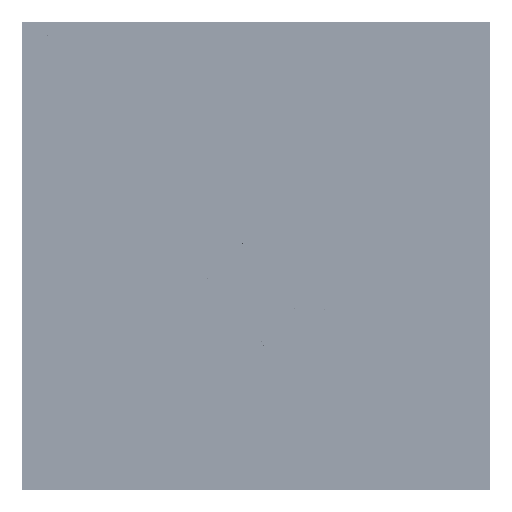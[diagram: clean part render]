
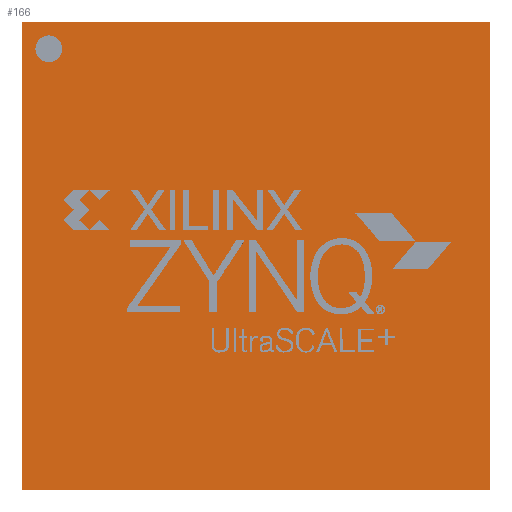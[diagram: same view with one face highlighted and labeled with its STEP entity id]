
A CAD part, top view. The second image highlights one B-rep face of the part: STEP entity #166.
In plain terms, the highlighted planar face has unit normal (0, 0, 1).
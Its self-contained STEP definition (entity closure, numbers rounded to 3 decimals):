
#54 = VERTEX_POINT('',#55);
#55 = CARTESIAN_POINT('',(-17.5,-17.5,3.48));
#61 = EDGE_CURVE('',#54,#62,#64,.T.);
#62 = VERTEX_POINT('',#63);
#63 = CARTESIAN_POINT('',(17.5,-17.5,3.48));
#64 = LINE('',#65,#66);
#65 = CARTESIAN_POINT('',(-17.5,-17.5,3.48));
#66 = VECTOR('',#67,1.);
#67 = DIRECTION('',(1.,0.,0.));
#94 = VERTEX_POINT('',#95);
#95 = CARTESIAN_POINT('',(-17.5,17.5,3.48));
#101 = EDGE_CURVE('',#94,#54,#102,.T.);
#102 = LINE('',#103,#104);
#103 = CARTESIAN_POINT('',(-17.5,17.5,3.48));
#104 = VECTOR('',#105,1.);
#105 = DIRECTION('',(0.,-1.,0.));
#123 = EDGE_CURVE('',#62,#124,#126,.T.);
#124 = VERTEX_POINT('',#125);
#125 = CARTESIAN_POINT('',(17.5,17.5,3.48));
#126 = LINE('',#127,#128);
#127 = CARTESIAN_POINT('',(17.5,-17.5,3.48));
#128 = VECTOR('',#129,1.);
#129 = DIRECTION('',(0.,1.,0.));
#166 = ADVANCED_FACE('',(#167,#178),#189,.T.);
#167 = FACE_BOUND('',#168,.T.);
#168 = EDGE_LOOP('',(#169,#170,#171,#177));
#169 = ORIENTED_EDGE('',*,*,#61,.T.);
#170 = ORIENTED_EDGE('',*,*,#123,.T.);
#171 = ORIENTED_EDGE('',*,*,#172,.T.);
#172 = EDGE_CURVE('',#124,#94,#173,.T.);
#173 = LINE('',#174,#175);
#174 = CARTESIAN_POINT('',(17.5,17.5,3.48));
#175 = VECTOR('',#176,1.);
#176 = DIRECTION('',(-1.,0.,0.));
#177 = ORIENTED_EDGE('',*,*,#101,.T.);
#178 = FACE_BOUND('',#179,.T.);
#179 = EDGE_LOOP('',(#180));
#180 = ORIENTED_EDGE('',*,*,#181,.F.);
#181 = EDGE_CURVE('',#182,#182,#184,.T.);
#182 = VERTEX_POINT('',#183);
#183 = CARTESIAN_POINT('',(-14.5,15.5,3.48));
#184 = CIRCLE('',#185,1.);
#185 = AXIS2_PLACEMENT_3D('',#186,#187,#188);
#186 = CARTESIAN_POINT('',(-15.5,15.5,3.48));
#187 = DIRECTION('',(0.,0.,1.));
#188 = DIRECTION('',(1.,0.,0.));
#189 = PLANE('',#190);
#190 = AXIS2_PLACEMENT_3D('',#191,#192,#193);
#191 = CARTESIAN_POINT('',(0.,0.,3.48));
#192 = DIRECTION('',(0.,0.,1.));
#193 = DIRECTION('',(1.,0.,0.));
